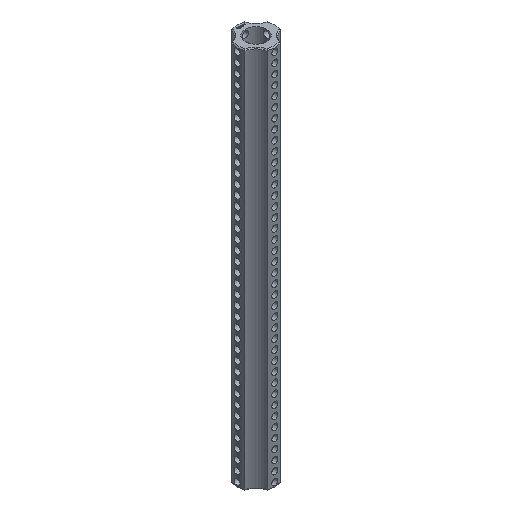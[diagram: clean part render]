
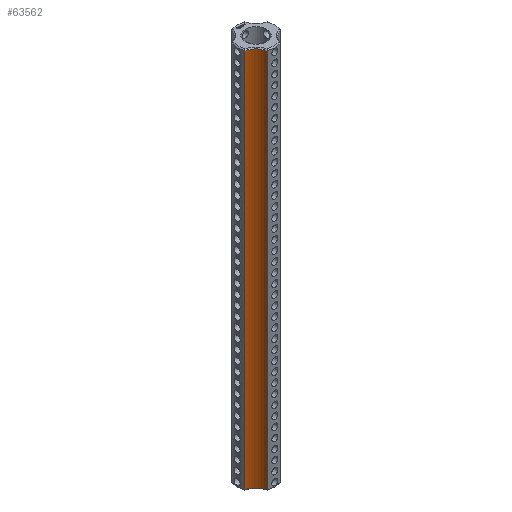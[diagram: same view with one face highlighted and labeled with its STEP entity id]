
A CAD part, isometric view. The second image highlights one B-rep face of the part: STEP entity #63562.
In plain terms, the highlighted cylindrical face has radius 5 mm (diameter 10 mm), a partial arc.
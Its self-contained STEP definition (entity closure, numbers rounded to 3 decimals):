
#8629 = CYLINDRICAL_SURFACE('',#8630,6.25);
#8630 = AXIS2_PLACEMENT_3D('',#8631,#8632,#8633);
#8631 = CARTESIAN_POINT('',(0.,0.,0.));
#8632 = DIRECTION('',(-0.,-0.,-1.));
#8633 = DIRECTION('',(1.,0.,0.));
#18776 = EDGE_CURVE('',#18777,#18779,#18781,.T.);
#18777 = VERTEX_POINT('',#18778);
#18778 = CARTESIAN_POINT('',(-2.225,-5.841,0.3));
#18779 = VERTEX_POINT('',#18780);
#18780 = CARTESIAN_POINT('',(-2.225,-5.841,124.7));
#18781 = SURFACE_CURVE('',#18782,(#18786,#18793),.PCURVE_S1.);
#18782 = LINE('',#18783,#18784);
#18783 = CARTESIAN_POINT('',(-2.225,-5.841,0.));
#18784 = VECTOR('',#18785,1.);
#18785 = DIRECTION('',(0.,0.,1.));
#18786 = PCURVE('',#8629,#18787);
#18787 = DEFINITIONAL_REPRESENTATION('',(#18788),#18792);
#18788 = LINE('',#18789,#18790);
#18789 = CARTESIAN_POINT('',(-4.348,0.));
#18790 = VECTOR('',#18791,1.);
#18791 = DIRECTION('',(-0.,-1.));
#18792 = ( GEOMETRIC_REPRESENTATION_CONTEXT(2) 
PARAMETRIC_REPRESENTATION_CONTEXT() REPRESENTATION_CONTEXT('2D SPACE',''
  ) );
#18793 = PCURVE('',#18794,#18799);
#18794 = CYLINDRICAL_SURFACE('',#18795,5.);
#18795 = AXIS2_PLACEMENT_3D('',#18796,#18797,#18798);
#18796 = CARTESIAN_POINT('',(-7.071,-7.071,0.));
#18797 = DIRECTION('',(-0.,-0.,-1.));
#18798 = DIRECTION('',(1.,0.,0.));
#18799 = DEFINITIONAL_REPRESENTATION('',(#18800),#18804);
#18800 = LINE('',#18801,#18802);
#18801 = CARTESIAN_POINT('',(-0.249,0.));
#18802 = VECTOR('',#18803,1.);
#18803 = DIRECTION('',(-0.,-1.));
#18804 = ( GEOMETRIC_REPRESENTATION_CONTEXT(2) 
PARAMETRIC_REPRESENTATION_CONTEXT() REPRESENTATION_CONTEXT('2D SPACE',''
  ) );
#25699 = CONICAL_SURFACE('',#25700,5.,0.785);
#25700 = AXIS2_PLACEMENT_3D('',#25701,#25702,#25703);
#25701 = CARTESIAN_POINT('',(-7.071,-7.071,0.3));
#25702 = DIRECTION('',(-0.,-0.,-1.));
#25703 = DIRECTION('',(0.969,0.246,0.));
#25901 = CONICAL_SURFACE('',#25902,5.,0.785);
#25902 = AXIS2_PLACEMENT_3D('',#25903,#25904,#25905);
#25903 = CARTESIAN_POINT('',(-7.071,-7.071,124.7));
#25904 = DIRECTION('',(0.,0.,1.));
#25905 = DIRECTION('',(0.969,0.246,0.));
#63562 = ADVANCED_FACE('',(#63563),#18794,.F.);
#63563 = FACE_BOUND('',#63564,.T.);
#63564 = EDGE_LOOP('',(#63565,#63566,#63590,#63618));
#63565 = ORIENTED_EDGE('',*,*,#18776,.T.);
#63566 = ORIENTED_EDGE('',*,*,#63567,.T.);
#63567 = EDGE_CURVE('',#18779,#63568,#63570,.T.);
#63568 = VERTEX_POINT('',#63569);
#63569 = CARTESIAN_POINT('',(-5.841,-2.225,124.7));
#63570 = SURFACE_CURVE('',#63571,(#63576,#63583),.PCURVE_S1.);
#63571 = CIRCLE('',#63572,5.);
#63572 = AXIS2_PLACEMENT_3D('',#63573,#63574,#63575);
#63573 = CARTESIAN_POINT('',(-7.071,-7.071,124.7));
#63574 = DIRECTION('',(0.,-0.,1.));
#63575 = DIRECTION('',(0.969,0.246,0.));
#63576 = PCURVE('',#18794,#63577);
#63577 = DEFINITIONAL_REPRESENTATION('',(#63578),#63582);
#63578 = LINE('',#63579,#63580);
#63579 = CARTESIAN_POINT('',(-0.249,-124.7));
#63580 = VECTOR('',#63581,1.);
#63581 = DIRECTION('',(-1.,0.));
#63582 = ( GEOMETRIC_REPRESENTATION_CONTEXT(2) 
PARAMETRIC_REPRESENTATION_CONTEXT() REPRESENTATION_CONTEXT('2D SPACE',''
  ) );
#63583 = PCURVE('',#25901,#63584);
#63584 = DEFINITIONAL_REPRESENTATION('',(#63585),#63589);
#63585 = LINE('',#63586,#63587);
#63586 = CARTESIAN_POINT('',(0.,0.));
#63587 = VECTOR('',#63588,1.);
#63588 = DIRECTION('',(1.,0.));
#63589 = ( GEOMETRIC_REPRESENTATION_CONTEXT(2) 
PARAMETRIC_REPRESENTATION_CONTEXT() REPRESENTATION_CONTEXT('2D SPACE',''
  ) );
#63590 = ORIENTED_EDGE('',*,*,#63591,.F.);
#63591 = EDGE_CURVE('',#63592,#63568,#63594,.T.);
#63592 = VERTEX_POINT('',#63593);
#63593 = CARTESIAN_POINT('',(-5.841,-2.225,0.3));
#63594 = SURFACE_CURVE('',#63595,(#63599,#63606),.PCURVE_S1.);
#63595 = LINE('',#63596,#63597);
#63596 = CARTESIAN_POINT('',(-5.841,-2.225,0.));
#63597 = VECTOR('',#63598,1.);
#63598 = DIRECTION('',(0.,0.,1.));
#63599 = PCURVE('',#18794,#63600);
#63600 = DEFINITIONAL_REPRESENTATION('',(#63601),#63605);
#63601 = LINE('',#63602,#63603);
#63602 = CARTESIAN_POINT('',(-1.322,0.));
#63603 = VECTOR('',#63604,1.);
#63604 = DIRECTION('',(-0.,-1.));
#63605 = ( GEOMETRIC_REPRESENTATION_CONTEXT(2) 
PARAMETRIC_REPRESENTATION_CONTEXT() REPRESENTATION_CONTEXT('2D SPACE',''
  ) );
#63606 = PCURVE('',#63607,#63612);
#63607 = CYLINDRICAL_SURFACE('',#63608,6.25);
#63608 = AXIS2_PLACEMENT_3D('',#63609,#63610,#63611);
#63609 = CARTESIAN_POINT('',(0.,0.,0.));
#63610 = DIRECTION('',(-0.,-0.,-1.));
#63611 = DIRECTION('',(1.,0.,0.));
#63612 = DEFINITIONAL_REPRESENTATION('',(#63613),#63617);
#63613 = LINE('',#63614,#63615);
#63614 = CARTESIAN_POINT('',(-3.506,0.));
#63615 = VECTOR('',#63616,1.);
#63616 = DIRECTION('',(-0.,-1.));
#63617 = ( GEOMETRIC_REPRESENTATION_CONTEXT(2) 
PARAMETRIC_REPRESENTATION_CONTEXT() REPRESENTATION_CONTEXT('2D SPACE',''
  ) );
#63618 = ORIENTED_EDGE('',*,*,#63619,.F.);
#63619 = EDGE_CURVE('',#18777,#63592,#63620,.T.);
#63620 = SURFACE_CURVE('',#63621,(#63626,#63633),.PCURVE_S1.);
#63621 = CIRCLE('',#63622,5.);
#63622 = AXIS2_PLACEMENT_3D('',#63623,#63624,#63625);
#63623 = CARTESIAN_POINT('',(-7.071,-7.071,0.3));
#63624 = DIRECTION('',(0.,-0.,1.));
#63625 = DIRECTION('',(0.969,0.246,0.));
#63626 = PCURVE('',#18794,#63627);
#63627 = DEFINITIONAL_REPRESENTATION('',(#63628),#63632);
#63628 = LINE('',#63629,#63630);
#63629 = CARTESIAN_POINT('',(-0.249,-0.3));
#63630 = VECTOR('',#63631,1.);
#63631 = DIRECTION('',(-1.,0.));
#63632 = ( GEOMETRIC_REPRESENTATION_CONTEXT(2) 
PARAMETRIC_REPRESENTATION_CONTEXT() REPRESENTATION_CONTEXT('2D SPACE',''
  ) );
#63633 = PCURVE('',#25699,#63634);
#63634 = DEFINITIONAL_REPRESENTATION('',(#63635),#63639);
#63635 = LINE('',#63636,#63637);
#63636 = CARTESIAN_POINT('',(-0.,0.));
#63637 = VECTOR('',#63638,1.);
#63638 = DIRECTION('',(-1.,0.));
#63639 = ( GEOMETRIC_REPRESENTATION_CONTEXT(2) 
PARAMETRIC_REPRESENTATION_CONTEXT() REPRESENTATION_CONTEXT('2D SPACE',''
  ) );
